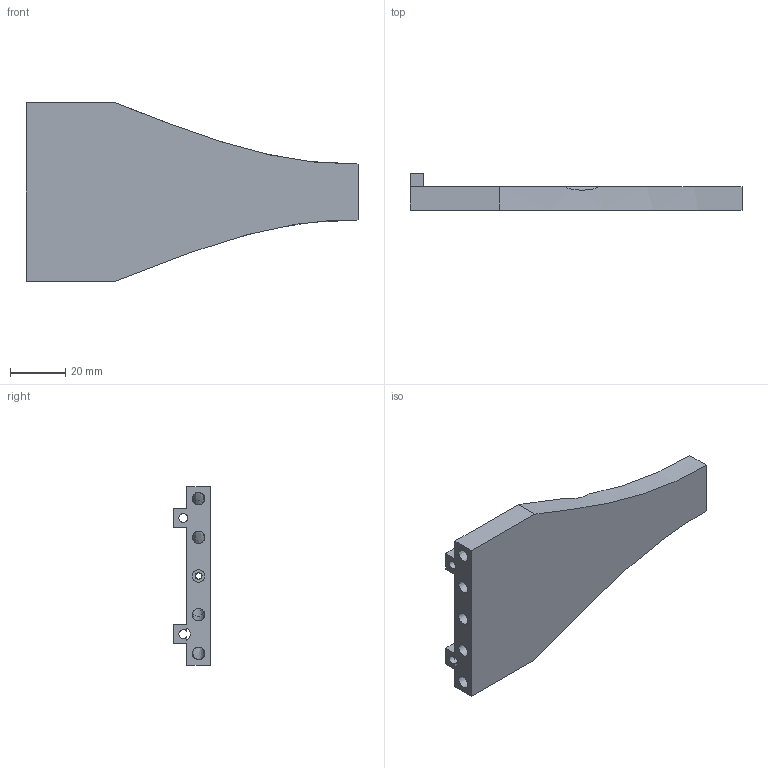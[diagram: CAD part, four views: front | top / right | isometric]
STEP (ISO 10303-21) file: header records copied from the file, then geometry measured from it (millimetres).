
FILE_DESCRIPTION(/* description */ (''),/* implementation_level */ '2;1');
FILE_NAME(/* name */ 'Merger.step',/* time_stamp */ '2020-10-14T23:59:52-04:00',/* author */ (''),/* organization */ (''),/* preprocessor_version */ 'ST-DEVELOPER v18.1',/* originating_system */ 'Autodesk Translation Framework v9.3.0.1241',/* authorisation */ '');
FILE_SCHEMA (('AUTOMOTIVE_DESIGN { 1 0 10303 214 3 1 1 }'));
Length unit declared in the file: millimetre
Products named in the file (1): merge v3.1
Bounding box: 120 x 13.25 x 64.5 mm (x, y, z)
Volume: 38239 mm3; surface area: 19513.3 mm2
Topology: 1 solids, 1 shells, 52 faces, 130 edges, 85 vertices
Faces by surface type: plane 28, bspline 14, cylinder 10
Full cylindrical faces by diameter (mm): 2.3 x1, 2.5 x1, 3.2 x1, 4.5 x1, 5.7 x1, 7.9 x1
Entity records: 3157 total; most frequent: CARTESIAN_POINT 1939, ORIENTED_EDGE 260, DIRECTION 200, EDGE_CURVE 130, VERTEX_POINT 85, EDGE_LOOP 71, LINE 68, VECTOR 68
